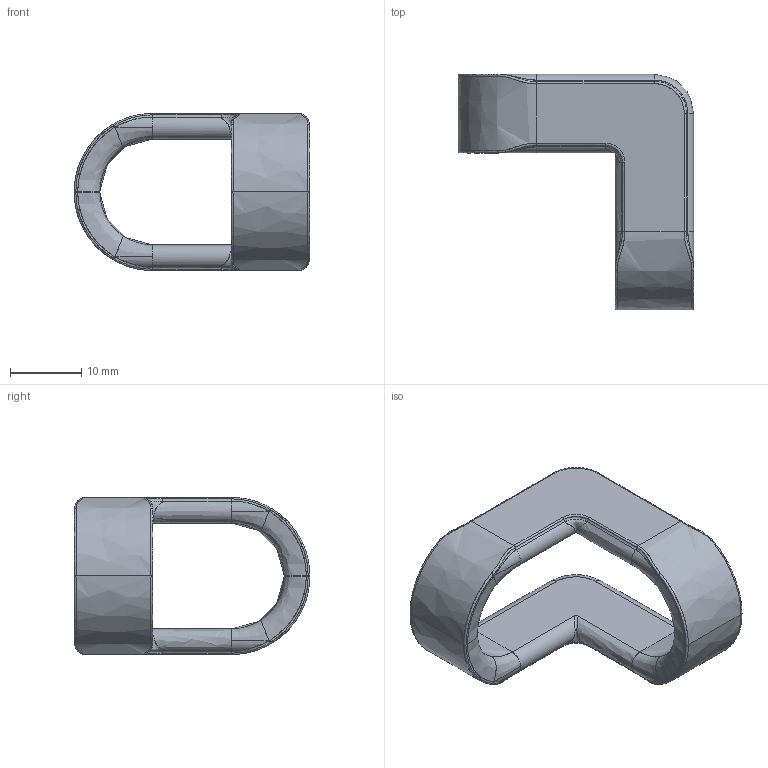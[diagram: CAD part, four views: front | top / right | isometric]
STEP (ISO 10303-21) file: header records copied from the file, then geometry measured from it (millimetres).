
FILE_DESCRIPTION(/* description */ (''),/* implementation_level */ '2;1');
FILE_NAME(/* name */ 'Angolo Gomma',/* time_stamp */ '2024-03-13T00:55:25+01:00',/* author */ (''),/* organization */ (''),/* preprocessor_version */ 'ST-DEVELOPER v18.1',/* originating_system */ '',/* authorisation */ '');
FILE_SCHEMA (('AUTOMOTIVE_DESIGN { 1 0 10303 214 3 1 1 }'));
Length unit declared in the file: millimetre
Bounding box: 33.01 x 33.01 x 22 mm (x, y, z)
Surface area: 3285.4 mm2 (no closed solid volume)
Topology: 0 solids, 106 shells, 106 faces, 460 edges, 460 vertices
Faces by surface type: bspline 92, cylinder 14
Entity records: 12610 total; most frequent: CARTESIAN_POINT 9978, VERTEX_POINT 460, EDGE_CURVE 460, ORIENTED_EDGE 460, B_SPLINE_CURVE_WITH_KNOTS 408, STYLED_ITEM 106, FACE_OUTER_BOUND 106, EDGE_LOOP 106
